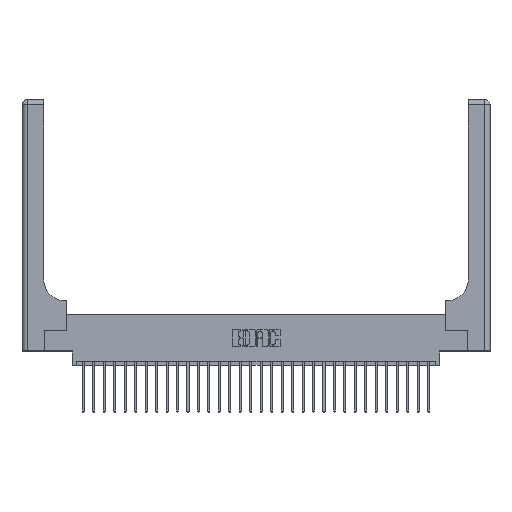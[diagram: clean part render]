
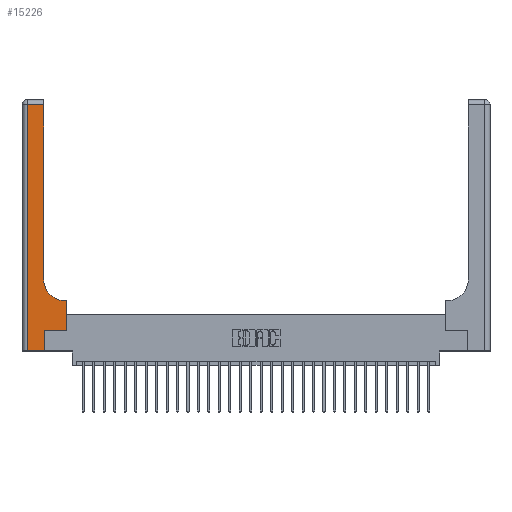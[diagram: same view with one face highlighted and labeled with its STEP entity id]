
A CAD part, top view. The second image highlights one B-rep face of the part: STEP entity #15226.
In plain terms, the highlighted planar face has unit normal (0, 0, 1).
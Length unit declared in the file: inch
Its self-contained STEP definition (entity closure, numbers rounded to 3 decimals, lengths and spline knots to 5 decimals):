
#390 = ORIENTED_EDGE ( 'NONE', *, *, #6215, .T. ) ;
#551 = DIRECTION ( 'NONE',  ( 1., 0., 0. ) ) ;
#1243 = LINE ( 'NONE', #19403, #17646 ) ;
#1604 = FACE_OUTER_BOUND ( 'NONE', #21131, .T. ) ;
#1943 = CARTESIAN_POINT ( 'NONE',  ( 0.26, 2.94, 0.37 ) ) ;
#2444 = LINE ( 'NONE', #17062, #12954 ) ;
#3138 = PLANE ( 'NONE',  #20524 ) ;
#3156 = CARTESIAN_POINT ( 'NONE',  ( 0.528, 0.25, 0.37 ) ) ;
#3701 = DIRECTION ( 'NONE',  ( 0., 1., 0. ) ) ;
#4270 = LINE ( 'NONE', #16209, #10203 ) ;
#4357 = VERTEX_POINT ( 'NONE', #11984 ) ;
#4506 = VECTOR ( 'NONE', #17352, 39.37008 ) ;
#4891 = CARTESIAN_POINT ( 'NONE',  ( 0.06, 3., 0.37 ) ) ;
#5070 = CARTESIAN_POINT ( 'NONE',  ( 0.26, 0.6, 0.37 ) ) ;
#5380 = DIRECTION ( 'NONE',  ( -1., 0., 0. ) ) ;
#5694 = ORIENTED_EDGE ( 'NONE', *, *, #10159, .T. ) ;
#6215 = EDGE_CURVE ( 'NONE', #6582, #4357, #7513, .T. ) ;
#6582 = VERTEX_POINT ( 'NONE', #13830 ) ;
#6720 = CARTESIAN_POINT ( 'NONE',  ( 0.265, 0.25, 0.37 ) ) ;
#7099 = CARTESIAN_POINT ( 'NONE',  ( 0.51, 0.85, 0.37 ) ) ;
#7309 = VERTEX_POINT ( 'NONE', #15161 ) ;
#7320 = EDGE_CURVE ( 'NONE', #23534, #21726, #10445, .T. ) ;
#7513 = LINE ( 'NONE', #3156, #12780 ) ;
#7929 = ORIENTED_EDGE ( 'NONE', *, *, #24413, .T. ) ;
#8223 = VERTEX_POINT ( 'NONE', #6720 ) ;
#8724 = EDGE_CURVE ( 'NONE', #7309, #8223, #1243, .T. ) ;
#9331 = ORIENTED_EDGE ( 'NONE', *, *, #7320, .T. ) ;
#9370 = DIRECTION ( 'NONE',  ( 1., 0., 0. ) ) ;
#9591 = DIRECTION ( 'NONE',  ( -1., 0., 0. ) ) ;
#9918 = DIRECTION ( 'NONE',  ( 0., 1., 0. ) ) ;
#10159 = EDGE_CURVE ( 'NONE', #8223, #6582, #28454, .T. ) ;
#10203 = VECTOR ( 'NONE', #551, 39.37008 ) ;
#10445 = LINE ( 'NONE', #12929, #4506 ) ;
#10997 = VECTOR ( 'NONE', #20815, 39.37008 ) ;
#11346 = CARTESIAN_POINT ( 'NONE',  ( 0.06, 2.94, 0.37 ) ) ;
#11984 = CARTESIAN_POINT ( 'NONE',  ( 0.528, 0.6, 0.37 ) ) ;
#12054 = DIRECTION ( 'NONE',  ( 0., 0., -1. ) ) ;
#12433 = EDGE_CURVE ( 'NONE', #26606, #7309, #4270, .T. ) ;
#12780 = VECTOR ( 'NONE', #9918, 39.37008 ) ;
#12929 = CARTESIAN_POINT ( 'NONE',  ( 0., 2.94, 0.37 ) ) ;
#12954 = VECTOR ( 'NONE', #3701, 39.37008 ) ;
#13003 = ORIENTED_EDGE ( 'NONE', *, *, #8724, .T. ) ;
#13830 = CARTESIAN_POINT ( 'NONE',  ( 0.528, 0.25, 0.37 ) ) ;
#14205 = VERTEX_POINT ( 'NONE', #17323 ) ;
#14301 = CARTESIAN_POINT ( 'NONE',  ( 0., 3., 0.37 ) ) ;
#14422 = CIRCLE ( 'NONE', #27213, 0.25 ) ;
#15161 = CARTESIAN_POINT ( 'NONE',  ( 0.265, 0., 0.37 ) ) ;
#15226 = ADVANCED_FACE ( 'NONE', ( #1604 ), #3138, .F. ) ;
#15246 = LINE ( 'NONE', #4891, #26164 ) ;
#16209 = CARTESIAN_POINT ( 'NONE',  ( 0., 0., 0.37 ) ) ;
#17062 = CARTESIAN_POINT ( 'NONE',  ( 0.26, 3., 0.37 ) ) ;
#17323 = CARTESIAN_POINT ( 'NONE',  ( 0.51, 0.6, 0.37 ) ) ;
#17352 = DIRECTION ( 'NONE',  ( -1., 0., 0. ) ) ;
#17646 = VECTOR ( 'NONE', #21581, 39.37008 ) ;
#18619 = CARTESIAN_POINT ( 'NONE',  ( 0.265, 0.25, 0.37 ) ) ;
#19092 = EDGE_CURVE ( 'NONE', #22920, #23534, #2444, .T. ) ;
#19403 = CARTESIAN_POINT ( 'NONE',  ( 0.265, 0., 0.37 ) ) ;
#19691 = VECTOR ( 'NONE', #9591, 39.37008 ) ;
#20524 = AXIS2_PLACEMENT_3D ( 'NONE', #14301, #12054, #5380 ) ;
#20815 = DIRECTION ( 'NONE',  ( 1., 0., 0. ) ) ;
#21131 = EDGE_LOOP ( 'NONE', ( #25887, #9331, #22870, #21431, #13003, #5694, #390, #23453, #7929 ) ) ;
#21264 = EDGE_CURVE ( 'NONE', #21726, #26606, #15246, .T. ) ;
#21300 = EDGE_CURVE ( 'NONE', #4357, #14205, #25474, .T. ) ;
#21431 = ORIENTED_EDGE ( 'NONE', *, *, #12433, .T. ) ;
#21581 = DIRECTION ( 'NONE',  ( 0., 1., 0. ) ) ;
#21726 = VERTEX_POINT ( 'NONE', #11346 ) ;
#22571 = DIRECTION ( 'NONE',  ( 0., 0., -1. ) ) ;
#22697 = DIRECTION ( 'NONE',  ( 0., -1., 0. ) ) ;
#22870 = ORIENTED_EDGE ( 'NONE', *, *, #21264, .T. ) ;
#22920 = VERTEX_POINT ( 'NONE', #24544 ) ;
#23453 = ORIENTED_EDGE ( 'NONE', *, *, #21300, .T. ) ;
#23534 = VERTEX_POINT ( 'NONE', #1943 ) ;
#24413 = EDGE_CURVE ( 'NONE', #14205, #22920, #14422, .T. ) ;
#24544 = CARTESIAN_POINT ( 'NONE',  ( 0.26, 0.85, 0.37 ) ) ;
#25474 = LINE ( 'NONE', #5070, #19691 ) ;
#25887 = ORIENTED_EDGE ( 'NONE', *, *, #19092, .T. ) ;
#26164 = VECTOR ( 'NONE', #22697, 39.37008 ) ;
#26606 = VERTEX_POINT ( 'NONE', #28232 ) ;
#27213 = AXIS2_PLACEMENT_3D ( 'NONE', #7099, #22571, #9370 ) ;
#28232 = CARTESIAN_POINT ( 'NONE',  ( 0.06, 0., 0.37 ) ) ;
#28454 = LINE ( 'NONE', #18619, #10997 ) ;
